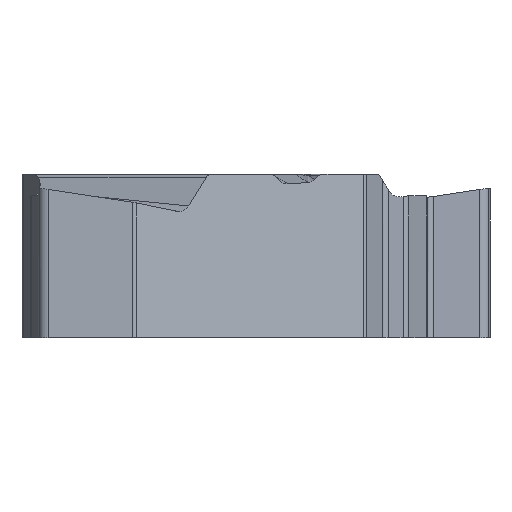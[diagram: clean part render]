
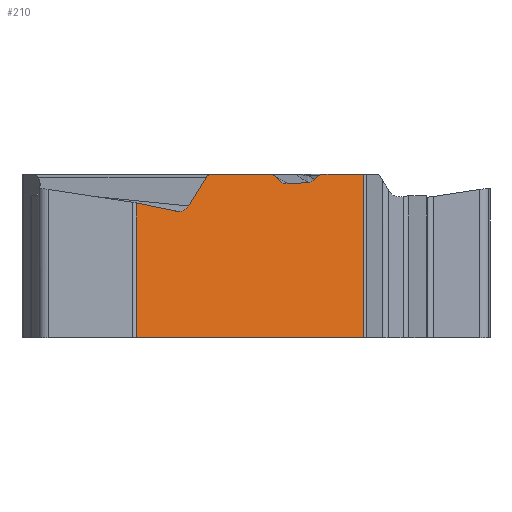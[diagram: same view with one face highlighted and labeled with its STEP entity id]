
A CAD part, front view. The second image highlights one B-rep face of the part: STEP entity #210.
In plain terms, the highlighted planar face has unit normal (0.5, -0.866, 0).
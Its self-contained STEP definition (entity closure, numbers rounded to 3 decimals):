
#141=PLANE('',#2165);
#210=ADVANCED_FACE('',(#356),#141,.F.);
#356=FACE_OUTER_BOUND('',#468,.T.);
#468=EDGE_LOOP('',(#809,#810,#811,#812,#813,#814,#815,#816,#817,#818,#819,
#820,#821,#822,#823,#824));
#535=ELLIPSE('',#2082,0.368,0.32);
#555=ELLIPSE('',#2162,0.15,0.15);
#556=ELLIPSE('',#2163,0.167,0.15);
#557=ELLIPSE('',#2164,0.177,0.15);
#809=ORIENTED_EDGE('',*,*,#1511,.T.);
#810=ORIENTED_EDGE('',*,*,#1512,.T.);
#811=ORIENTED_EDGE('',*,*,#1513,.T.);
#812=ORIENTED_EDGE('',*,*,#1496,.F.);
#813=ORIENTED_EDGE('',*,*,#1514,.F.);
#814=ORIENTED_EDGE('',*,*,#1515,.F.);
#815=ORIENTED_EDGE('',*,*,#1516,.F.);
#816=ORIENTED_EDGE('',*,*,#1517,.F.);
#817=ORIENTED_EDGE('',*,*,#1518,.F.);
#818=ORIENTED_EDGE('',*,*,#1519,.F.);
#819=ORIENTED_EDGE('',*,*,#1520,.F.);
#820=ORIENTED_EDGE('',*,*,#1489,.F.);
#821=ORIENTED_EDGE('',*,*,#1521,.F.);
#822=ORIENTED_EDGE('',*,*,#1522,.F.);
#823=ORIENTED_EDGE('',*,*,#1364,.T.);
#824=ORIENTED_EDGE('',*,*,#1523,.F.);
#1169=VERTEX_POINT('',#3438);
#1171=VERTEX_POINT('',#3441);
#1263=VERTEX_POINT('',#3815);
#1264=VERTEX_POINT('',#3817);
#1270=VERTEX_POINT('',#3868);
#1271=VERTEX_POINT('',#3870);
#1279=VERTEX_POINT('',#4020);
#1280=VERTEX_POINT('',#4021);
#1281=VERTEX_POINT('',#4023);
#1282=VERTEX_POINT('',#4026);
#1283=VERTEX_POINT('',#4028);
#1284=VERTEX_POINT('',#4042);
#1285=VERTEX_POINT('',#4044);
#1286=VERTEX_POINT('',#4058);
#1287=VERTEX_POINT('',#4060);
#1288=VERTEX_POINT('',#4063);
#1364=EDGE_CURVE('',#1171,#1169,#535,.T.);
#1489=EDGE_CURVE('',#1263,#1264,#1737,.T.);
#1496=EDGE_CURVE('',#1270,#1271,#1741,.T.);
#1511=EDGE_CURVE('',#1279,#1280,#1746,.T.);
#1512=EDGE_CURVE('',#1280,#1281,#1747,.T.);
#1513=EDGE_CURVE('',#1281,#1271,#1748,.T.);
#1514=EDGE_CURVE('',#1282,#1270,#555,.T.);
#1515=EDGE_CURVE('',#1283,#1282,#1749,.T.);
#1516=EDGE_CURVE('',#1284,#1283,#2050,.T.);
#1517=EDGE_CURVE('',#1285,#1284,#1750,.T.);
#1518=EDGE_CURVE('',#1286,#1285,#2051,.T.);
#1519=EDGE_CURVE('',#1287,#1286,#1751,.T.);
#1520=EDGE_CURVE('',#1264,#1287,#556,.T.);
#1521=EDGE_CURVE('',#1288,#1263,#557,.T.);
#1522=EDGE_CURVE('',#1171,#1288,#1752,.T.);
#1523=EDGE_CURVE('',#1279,#1169,#1753,.T.);
#1737=LINE('',#3816,#1916);
#1741=LINE('',#3869,#1920);
#1746=LINE('',#4019,#1926);
#1747=LINE('',#4022,#1927);
#1748=LINE('',#4024,#1928);
#1749=LINE('',#4027,#1929);
#1750=LINE('',#4043,#1930);
#1751=LINE('',#4059,#1931);
#1752=LINE('',#4064,#1932);
#1753=LINE('',#4065,#1933);
#1916=VECTOR('',#2502,1.);
#1920=VECTOR('',#2506,1.);
#1926=VECTOR('',#2526,1.);
#1927=VECTOR('',#2527,1.);
#1928=VECTOR('',#2528,1.);
#1929=VECTOR('',#2531,1.);
#1930=VECTOR('',#2532,1.);
#1931=VECTOR('',#2533,1.);
#1932=VECTOR('',#2538,1.);
#1933=VECTOR('',#2539,1.);
#2050=B_SPLINE_CURVE_WITH_KNOTS('',3,(#4029,#4030,#4031,#4032,#4033,#4034,
#4035,#4036,#4037,#4038,#4039,#4040,#4041),.UNSPECIFIED.,.F.,.F.,(4,3,3,
3,4),(0.,0.249,0.498,0.746,1.),
 .UNSPECIFIED.);
#2051=B_SPLINE_CURVE_WITH_KNOTS('',3,(#4045,#4046,#4047,#4048,#4049,#4050,
#4051,#4052,#4053,#4054,#4055,#4056,#4057),.UNSPECIFIED.,.F.,.F.,(4,3,3,
3,4),(0.,0.234,0.468,0.701,1.),
 .UNSPECIFIED.);
#2082=AXIS2_PLACEMENT_3D('',#3440,#2277,#2278);
#2162=AXIS2_PLACEMENT_3D('',#4025,#2529,#2530);
#2163=AXIS2_PLACEMENT_3D('',#4061,#2534,#2535);
#2164=AXIS2_PLACEMENT_3D('',#4062,#2536,#2537);
#2165=AXIS2_PLACEMENT_3D('',#4066,#2540,#2541);
#2277=DIRECTION('',(-0.5,0.866,0.));
#2278=DIRECTION('',(0.853,0.492,-0.174));
#2502=DIRECTION('',(0.866,0.5,0.));
#2506=DIRECTION('',(0.866,0.5,0.));
#2526=DIRECTION('',(0.,0.,-1.));
#2527=DIRECTION('',(0.866,0.5,0.));
#2528=DIRECTION('',(0.,0.,1.));
#2529=DIRECTION('',(-0.5,0.866,0.));
#2530=DIRECTION('',(0.866,0.5,0.));
#2531=DIRECTION('',(0.658,0.38,0.651));
#2532=DIRECTION('',(0.865,0.5,0.043));
#2533=DIRECTION('',(0.686,0.396,-0.611));
#2534=DIRECTION('',(-0.5,0.866,0.));
#2535=DIRECTION('',(-0.866,-0.5,0.));
#2536=DIRECTION('',(-0.5,0.866,0.));
#2537=DIRECTION('',(-0.866,-0.5,0.));
#2538=DIRECTION('',(0.497,0.287,0.819));
#2539=DIRECTION('',(0.853,0.492,-0.174));
#2540=DIRECTION('',(-0.5,0.866,0.));
#2541=DIRECTION('',(0.,0.,-1.));
#3438=CARTESIAN_POINT('',(-0.642,-5.87,-0.601));
#3440=CARTESIAN_POINT('',(-0.594,-5.842,-0.286));
#3441=CARTESIAN_POINT('',(-0.321,-5.685,-0.464));
#3815=CARTESIAN_POINT('',(0.278,-5.339,0.38));
#3816=CARTESIAN_POINT('',(5.129,-2.538,0.38));
#3817=CARTESIAN_POINT('',(1.861,-4.425,0.38));
#3868=CARTESIAN_POINT('',(3.222,-3.639,0.38));
#3869=CARTESIAN_POINT('',(-0.367,-5.711,0.38));
#3870=CARTESIAN_POINT('',(4.329,-3.,0.38));
#4019=CARTESIAN_POINT('',(-1.718,-6.491,-5.47));
#4020=CARTESIAN_POINT('',(-1.718,-6.491,-0.382));
#4021=CARTESIAN_POINT('',(-1.718,-6.491,-3.97));
#4022=CARTESIAN_POINT('',(-0.367,-5.711,-3.97));
#4023=CARTESIAN_POINT('',(4.329,-3.,-3.97));
#4024=CARTESIAN_POINT('',(4.329,-3.,3.38));
#4025=CARTESIAN_POINT('',(3.222,-3.639,0.23));
#4026=CARTESIAN_POINT('',(3.137,-3.688,0.344));
#4027=CARTESIAN_POINT('',(0.97,-4.939,-1.801));
#4028=CARTESIAN_POINT('',(3.029,-3.75,0.237));
#4029=CARTESIAN_POINT('',(2.857,-3.85,0.158));
#4030=CARTESIAN_POINT('',(2.873,-3.841,0.159));
#4031=CARTESIAN_POINT('',(2.888,-3.832,0.162));
#4032=CARTESIAN_POINT('',(2.904,-3.823,0.165));
#4033=CARTESIAN_POINT('',(2.919,-3.814,0.169));
#4034=CARTESIAN_POINT('',(2.934,-3.805,0.174));
#4035=CARTESIAN_POINT('',(2.949,-3.797,0.181));
#4036=CARTESIAN_POINT('',(2.963,-3.789,0.188));
#4037=CARTESIAN_POINT('',(2.977,-3.78,0.196));
#4038=CARTESIAN_POINT('',(2.99,-3.773,0.205));
#4039=CARTESIAN_POINT('',(3.004,-3.765,0.214));
#4040=CARTESIAN_POINT('',(3.017,-3.757,0.225));
#4041=CARTESIAN_POINT('',(3.029,-3.75,0.237));
#4042=CARTESIAN_POINT('',(2.857,-3.85,0.158));
#4043=CARTESIAN_POINT('',(-0.367,-5.711,0.));
#4044=CARTESIAN_POINT('',(2.296,-4.173,0.131));
#4045=CARTESIAN_POINT('',(2.124,-4.273,0.193));
#4046=CARTESIAN_POINT('',(2.136,-4.266,0.182));
#4047=CARTESIAN_POINT('',(2.148,-4.259,0.173));
#4048=CARTESIAN_POINT('',(2.161,-4.252,0.166));
#4049=CARTESIAN_POINT('',(2.173,-4.245,0.158));
#4050=CARTESIAN_POINT('',(2.186,-4.237,0.151));
#4051=CARTESIAN_POINT('',(2.2,-4.229,0.146));
#4052=CARTESIAN_POINT('',(2.214,-4.221,0.141));
#4053=CARTESIAN_POINT('',(2.228,-4.213,0.137));
#4054=CARTESIAN_POINT('',(2.242,-4.205,0.134));
#4055=CARTESIAN_POINT('',(2.26,-4.195,0.131));
#4056=CARTESIAN_POINT('',(2.278,-4.184,0.13));
#4057=CARTESIAN_POINT('',(2.296,-4.173,0.131));
#4058=CARTESIAN_POINT('',(2.124,-4.273,0.193));
#4059=CARTESIAN_POINT('',(4.089,-3.139,-1.557));
#4060=CARTESIAN_POINT('',(1.954,-4.371,0.344));
#4061=CARTESIAN_POINT('',(1.861,-4.425,0.23));
#4062=CARTESIAN_POINT('',(0.278,-5.339,0.23));
#4063=CARTESIAN_POINT('',(0.146,-5.415,0.307));
#4064=CARTESIAN_POINT('',(1.66,-4.541,2.804));
#4065=CARTESIAN_POINT('',(4.866,-2.69,-1.723));
#4066=CARTESIAN_POINT('',(-0.367,-5.711,0.));
